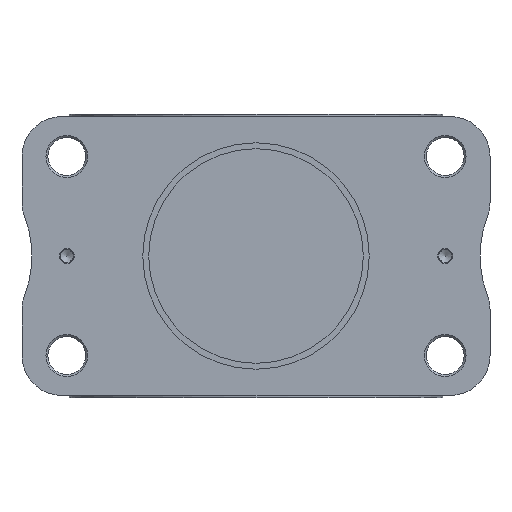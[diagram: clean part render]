
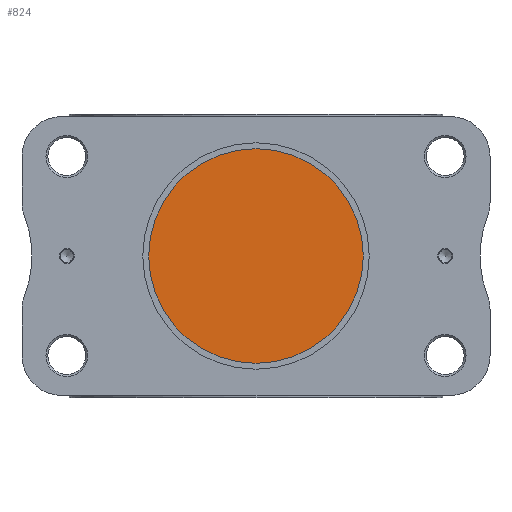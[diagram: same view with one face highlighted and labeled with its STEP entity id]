
A CAD part, front view. The second image highlights one B-rep face of the part: STEP entity #824.
In plain terms, the highlighted planar face has unit normal (0, -1, 0).
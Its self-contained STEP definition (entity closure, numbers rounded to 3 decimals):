
#32 = DIRECTION ( 'NONE',  ( 0., 0., -1. ) ) ;
#231 = DIRECTION ( 'NONE',  ( 0., 0., 1. ) ) ;
#538 = DIRECTION ( 'NONE',  ( 0., 1., 0. ) ) ;
#635 = CARTESIAN_POINT ( 'NONE',  ( 0., -225., 0. ) ) ;
#710 = FACE_OUTER_BOUND ( 'NONE', #1324, .T. ) ;
#711 = ORIENTED_EDGE ( 'NONE', *, *, #1118, .T. ) ;
#764 = VERTEX_POINT ( 'NONE', #2155 ) ;
#824 = ADVANCED_FACE ( 'NONE', ( #710 ), #944, .F. ) ;
#944 = PLANE ( 'NONE',  #1955 ) ;
#1118 = EDGE_CURVE ( 'NONE', #764, #764, #1160, .T. ) ;
#1160 = CIRCLE ( 'NONE', #2041, 107.745 ) ;
#1324 = EDGE_LOOP ( 'NONE', ( #711 ) ) ;
#1676 = CARTESIAN_POINT ( 'NONE',  ( -235., -225., 140. ) ) ;
#1955 = AXIS2_PLACEMENT_3D ( 'NONE', #1676, #538, #231 ) ;
#2041 = AXIS2_PLACEMENT_3D ( 'NONE', #635, #2182, #32 ) ;
#2155 = CARTESIAN_POINT ( 'NONE',  ( 0., -225., -107.745 ) ) ;
#2182 = DIRECTION ( 'NONE',  ( 0., -1., 0. ) ) ;
